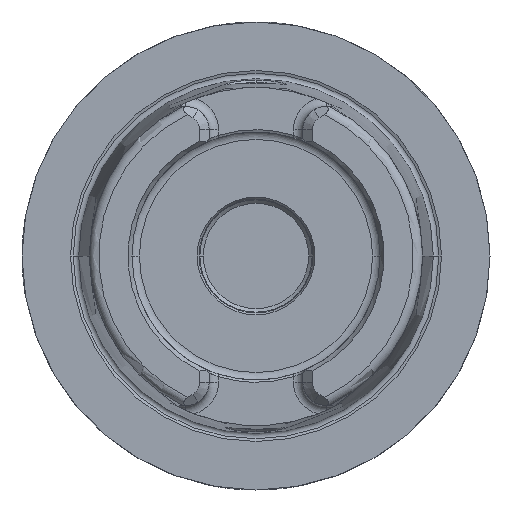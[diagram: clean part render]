
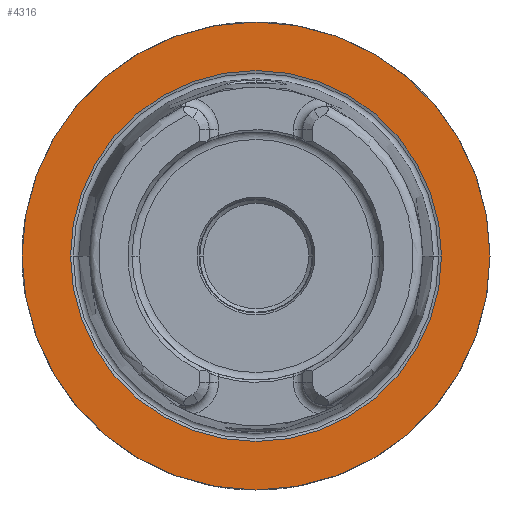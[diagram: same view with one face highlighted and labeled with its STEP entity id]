
A CAD part, left-side view. The second image highlights one B-rep face of the part: STEP entity #4316.
In plain terms, the highlighted planar face has unit normal (-1, 0, 0).
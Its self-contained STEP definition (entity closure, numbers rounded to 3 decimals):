
#905=CARTESIAN_POINT('',(0.,0.,0.));
#906=DIRECTION('',(1.,0.,0.));
#907=DIRECTION('',(0.,1.,0.));
#908=AXIS2_PLACEMENT_3D('',#905,#906,#907);
#910=CARTESIAN_POINT('',(0.,0.,0.));
#911=DIRECTION('',(-1.,0.,0.));
#912=DIRECTION('',(0.,1.,0.));
#913=AXIS2_PLACEMENT_3D('',#910,#911,#912);
#915=CARTESIAN_POINT('',(0.,0.,0.));
#916=DIRECTION('',(-1.,0.,0.));
#917=DIRECTION('',(0.,-1.,0.));
#918=AXIS2_PLACEMENT_3D('',#915,#916,#917);
#920=CARTESIAN_POINT('',(0.,0.,0.));
#921=DIRECTION('',(-1.,0.,0.));
#922=DIRECTION('',(0.,1.,0.));
#923=AXIS2_PLACEMENT_3D('',#920,#921,#922);
#2867=CARTESIAN_POINT('',(0.,50.,0.));
#2868=CARTESIAN_POINT('',(0.,-50.,0.));
#2869=VERTEX_POINT('',#2867);
#2870=VERTEX_POINT('',#2868);
#2895=CARTESIAN_POINT('',(0.,-39.632,0.));
#2896=VERTEX_POINT('',#2895);
#2897=CARTESIAN_POINT('',(0.,39.632,0.));
#2898=VERTEX_POINT('',#2897);
#4301=CARTESIAN_POINT('',(0.,0.,0.));
#4302=DIRECTION('',(1.,0.,0.));
#4303=DIRECTION('',(0.,-1.,0.));
#4304=AXIS2_PLACEMENT_3D('',#4301,#4302,#4303);
#4305=PLANE('',#4304);
#4307=ORIENTED_EDGE('',*,*,#4306,.T.);
#4309=ORIENTED_EDGE('',*,*,#4308,.F.);
#4310=EDGE_LOOP('',(#4307,#4309));
#4311=FACE_OUTER_BOUND('',#4310,.F.);
#4312=ORIENTED_EDGE('',*,*,#4296,.T.);
#4313=ORIENTED_EDGE('',*,*,#4280,.T.);
#4314=EDGE_LOOP('',(#4312,#4313));
#4315=FACE_BOUND('',#4314,.F.);
#4316=ADVANCED_FACE('',(#4311,#4315),#4305,.F.);
#909=CIRCLE('',#908,50.);
#914=CIRCLE('',#913,50.);
#919=CIRCLE('',#918,39.632);
#924=CIRCLE('',#923,39.632);
#4280=EDGE_CURVE('',#2898,#2896,#924,.T.);
#4296=EDGE_CURVE('',#2896,#2898,#919,.T.);
#4306=EDGE_CURVE('',#2869,#2870,#909,.T.);
#4308=EDGE_CURVE('',#2869,#2870,#914,.T.);
